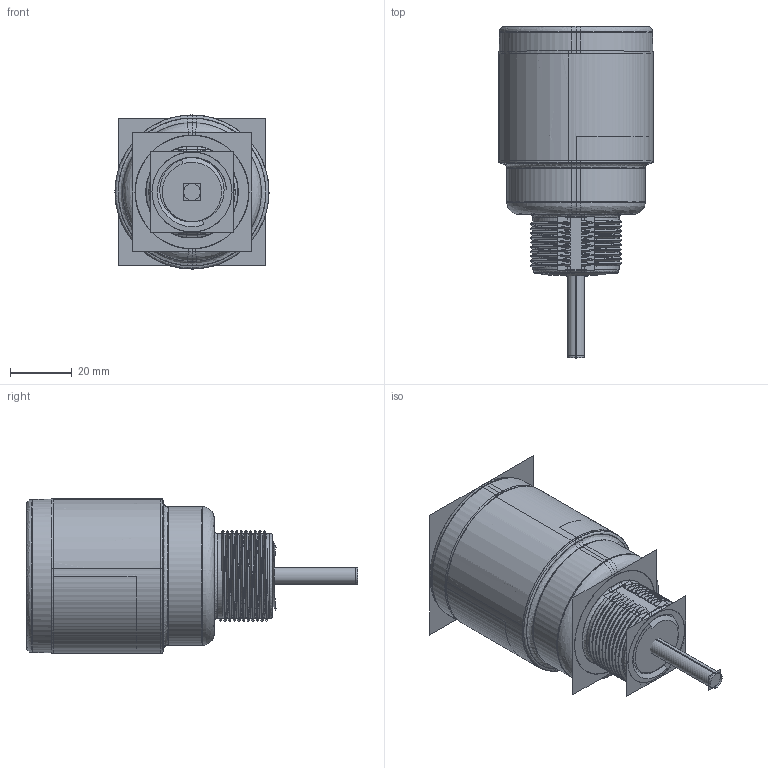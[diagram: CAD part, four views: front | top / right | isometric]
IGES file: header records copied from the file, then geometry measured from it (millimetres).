
Start section:  PTC IGES file: 145179_sm01.igs
Global section: file name: 145179_sm01.igs; native system: Creo Parametric by PTC Inc.; preprocessor: 2019292; author: PDMAdmin; organization: Unknown; date: 20220629.103647; units: millimetre
Bounding box: 50 x 107.68 x 50 mm (x, y, z)
Volume: 122309 mm3; surface area: 76478.9 mm2
Topology: 1 solids, 1 shells, 314 faces, 1602 edges, 2016 vertices
Faces by surface type: bspline 168, revolution 146
